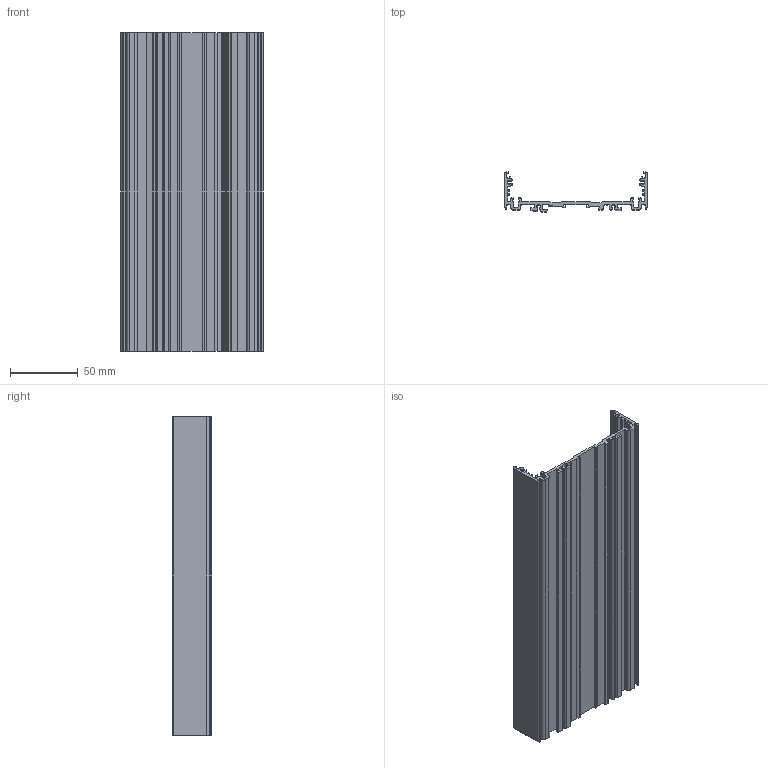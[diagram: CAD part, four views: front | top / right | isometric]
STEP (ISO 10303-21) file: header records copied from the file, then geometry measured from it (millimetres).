
FILE_DESCRIPTION(('FreeCAD Model'),'2;1');
FILE_NAME('Open CASCADE Shape Model','2023-04-02T09:01:43',(''),(''), 'Open CASCADE STEP processor 7.6','FreeCAD','Unknown');
FILE_SCHEMA(('AUTOMOTIVE_DESIGN { 1 0 10303 214 1 1 1 1 }'));
Length unit declared in the file: millimetre
Products named in the file (1): Body
Bounding box: 105 x 29.35 x 235 mm (x, y, z)
Volume: 108403.5 mm3; surface area: 113776.4 mm2
Topology: 1 solids, 1 shells, 237 faces, 705 edges, 470 vertices
Faces by surface type: plane 145, cylinder 92
Entity records: 7985 total; most frequent: CARTESIAN_POINT 1413, ORIENTED_EDGE 1410, DIRECTION 1365, EDGE_CURVE 705, LINE 521, VECTOR 521, VERTEX_POINT 470, AXIS2_PLACEMENT_3D 422
